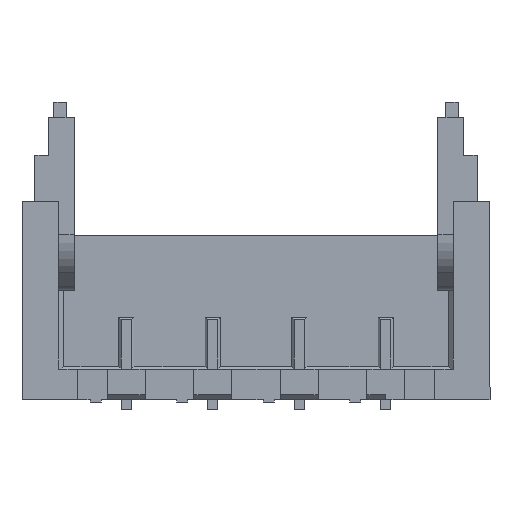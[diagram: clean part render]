
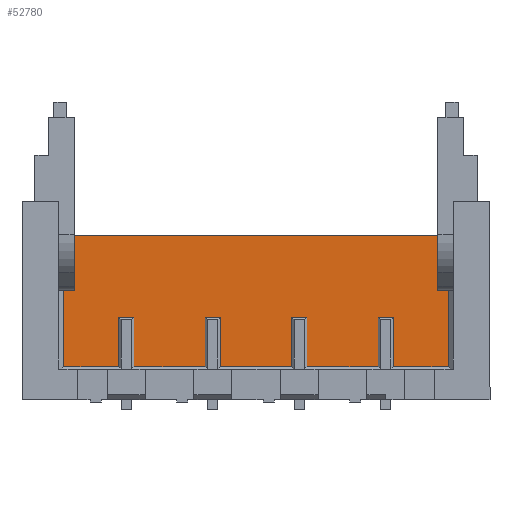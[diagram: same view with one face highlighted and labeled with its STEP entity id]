
A CAD part, top view. The second image highlights one B-rep face of the part: STEP entity #52780.
In plain terms, the highlighted planar face has unit normal (0, 0, 1).
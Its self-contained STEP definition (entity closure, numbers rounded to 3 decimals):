
#200=CARTESIAN_POINT('',(-13.195,-17.83,
10.6));
#210=VERTEX_POINT('',#200);
#240=CARTESIAN_POINT('',(-21.437,-17.83,
10.6));
#250=DIRECTION('',(-1.,0.,-0.));
#260=VECTOR('',#250,1.);
#270=LINE('',#240,#260);
#280=CARTESIAN_POINT('',(-12.895,-17.83,
10.6));
#290=VERTEX_POINT('',#280);
#300=EDGE_CURVE('',#290,#210,#270,.T.);
#37870=CARTESIAN_POINT('',(-10.32,-16.225,
10.6));
#37880=VERTEX_POINT('',#37870);
#37910=CARTESIAN_POINT('',(-21.437,-16.225,
10.6));
#37920=DIRECTION('',(-1.,0.,-0.));
#37930=VECTOR('',#37920,1.);
#37940=LINE('',#37910,#37930);
#37950=CARTESIAN_POINT('',(-17.47,-16.225,
10.6));
#37960=VERTEX_POINT('',#37950);
#37970=EDGE_CURVE('',#37880,#37960,#37940,.T.);
#38150=CARTESIAN_POINT('',(-17.47,-8.427,
10.6));
#38160=DIRECTION('',(0.,1.,0.));
#38170=VECTOR('',#38160,1.);
#38180=LINE('',#38150,#38170);
#38190=CARTESIAN_POINT('',(-17.47,-17.3,
10.6));
#38200=VERTEX_POINT('',#38190);
#38210=EDGE_CURVE('',#38200,#37960,#38180,.T.);
#40840=CARTESIAN_POINT('',(-17.675,-18.8,
10.6));
#40850=VERTEX_POINT('',#40840);
#40880=CARTESIAN_POINT('',(-21.437,-18.8,
10.6));
#40890=DIRECTION('',(-1.,0.,-0.));
#40900=VECTOR('',#40890,1.);
#40910=LINE('',#40880,#40900);
#40920=CARTESIAN_POINT('',(-16.595,-18.8,
10.6));
#40930=VERTEX_POINT('',#40920);
#40940=EDGE_CURVE('',#40930,#40850,#40910,.T.);
#41120=CARTESIAN_POINT('',(-16.595,-8.427,
10.6));
#41130=DIRECTION('',(-0.,1.,0.));
#41140=VECTOR('',#41130,1.);
#41150=LINE('',#41120,#41140);
#41160=CARTESIAN_POINT('',(-16.595,-17.83,
10.6));
#41170=VERTEX_POINT('',#41160);
#41180=EDGE_CURVE('',#40930,#41170,#41150,.T.);
#41860=CARTESIAN_POINT('',(-13.195,-18.8,
10.6));
#41870=VERTEX_POINT('',#41860);
#41900=CARTESIAN_POINT('',(-13.195,-8.427,
10.6));
#41910=DIRECTION('',(0.,-1.,0.));
#41920=VECTOR('',#41910,1.);
#41930=LINE('',#41900,#41920);
#41940=EDGE_CURVE('',#210,#41870,#41930,.T.);
#42170=CARTESIAN_POINT('',(-14.595,-18.8,
10.6));
#42180=VERTEX_POINT('',#42170);
#42210=CARTESIAN_POINT('',(-21.437,-18.8,
10.6));
#42220=DIRECTION('',(-1.,0.,-0.));
#42230=VECTOR('',#42220,1.);
#42240=LINE('',#42210,#42230);
#42250=EDGE_CURVE('',#41870,#42180,#42240,.T.);
#42480=CARTESIAN_POINT('',(-14.595,-17.83,
10.6));
#42490=VERTEX_POINT('',#42480);
#42520=CARTESIAN_POINT('',(-14.595,-8.427,
10.6));
#42530=DIRECTION('',(0.,-1.,0.));
#42540=VECTOR('',#42530,1.);
#42550=LINE('',#42520,#42540);
#42560=EDGE_CURVE('',#42490,#42180,#42550,.T.);
#42760=CARTESIAN_POINT('',(-12.895,-8.427,
10.6));
#42770=DIRECTION('',(0.,-1.,0.));
#42780=VECTOR('',#42770,1.);
#42790=LINE('',#42760,#42780);
#42800=CARTESIAN_POINT('',(-12.895,-18.8,
10.6));
#42810=VERTEX_POINT('',#42800);
#42820=EDGE_CURVE('',#290,#42810,#42790,.T.);
#44690=CARTESIAN_POINT('',(-11.195,-17.83,
10.6));
#44700=VERTEX_POINT('',#44690);
#44870=CARTESIAN_POINT('',(-11.495,-17.83,
10.6));
#44880=VERTEX_POINT('',#44870);
#44910=CARTESIAN_POINT('',(-21.437,-17.83,
10.6));
#44920=DIRECTION('',(1.,0.,0.));
#44930=VECTOR('',#44920,1.);
#44940=LINE('',#44910,#44930);
#44950=EDGE_CURVE('',#44880,#44700,#44940,.T.);
#45170=CARTESIAN_POINT('',(-11.495,-18.8,
10.6));
#45180=VERTEX_POINT('',#45170);
#45210=CARTESIAN_POINT('',(-11.495,-8.427,
10.6));
#45220=DIRECTION('',(0.,-1.,0.));
#45230=VECTOR('',#45220,1.);
#45240=LINE('',#45210,#45230);
#45250=EDGE_CURVE('',#44880,#45180,#45240,.T.);
#45360=CARTESIAN_POINT('',(-21.437,-18.8,
10.6));
#45370=DIRECTION('',(-1.,0.,-0.));
#45380=VECTOR('',#45370,1.);
#45390=LINE('',#45360,#45380);
#45400=EDGE_CURVE('',#45180,#42810,#45390,.T.);
#45840=CARTESIAN_POINT('',(-17.675,-17.3,
10.6));
#45850=VERTEX_POINT('',#45840);
#45880=CARTESIAN_POINT('',(-17.675,-8.427,
10.6));
#45890=DIRECTION('',(0.,-1.,0.));
#45900=VECTOR('',#45890,1.);
#45910=LINE('',#45880,#45900);
#45920=EDGE_CURVE('',#45850,#40850,#45910,.T.);
#46140=CARTESIAN_POINT('',(-16.295,-17.83,
10.6));
#46150=VERTEX_POINT('',#46140);
#46200=CARTESIAN_POINT('',(-21.437,-17.83,
10.6));
#46210=DIRECTION('',(-1.,0.,-0.));
#46220=VECTOR('',#46210,1.);
#46230=LINE('',#46200,#46220);
#46240=EDGE_CURVE('',#46150,#41170,#46230,.T.);
#46360=CARTESIAN_POINT('',(-16.295,-8.427,
10.6));
#46370=DIRECTION('',(0.,-1.,0.));
#46380=VECTOR('',#46370,1.);
#46390=LINE('',#46360,#46380);
#46400=CARTESIAN_POINT('',(-16.295,-18.8,
10.6));
#46410=VERTEX_POINT('',#46400);
#46420=EDGE_CURVE('',#46150,#46410,#46390,.T.);
#46580=CARTESIAN_POINT('',(-21.437,-18.8,
10.6));
#46590=DIRECTION('',(-1.,0.,-0.));
#46600=VECTOR('',#46590,1.);
#46610=LINE('',#46580,#46600);
#46620=CARTESIAN_POINT('',(-14.895,-18.8,
10.6));
#46630=VERTEX_POINT('',#46620);
#46640=EDGE_CURVE('',#46630,#46410,#46610,.T.);
#46980=CARTESIAN_POINT('',(-14.895,-8.427,
10.6));
#46990=DIRECTION('',(0.,-1.,0.));
#47000=VECTOR('',#46990,1.);
#47010=LINE('',#46980,#47000);
#47020=CARTESIAN_POINT('',(-14.895,-17.83,
10.6));
#47030=VERTEX_POINT('',#47020);
#47040=EDGE_CURVE('',#47030,#46630,#47010,.T.);
#49120=CARTESIAN_POINT('',(-21.437,-17.3,
10.6));
#49130=DIRECTION('',(1.,0.,0.));
#49140=VECTOR('',#49130,1.);
#49150=LINE('',#49120,#49140);
#49160=EDGE_CURVE('',#45850,#38200,#49150,.T.);
#51290=CARTESIAN_POINT('',(-21.437,-17.83,
10.6));
#51300=DIRECTION('',(-1.,0.,-0.));
#51310=VECTOR('',#51300,1.);
#51320=LINE('',#51290,#51310);
#51330=EDGE_CURVE('',#42490,#47030,#51320,.T.);
#52140=CARTESIAN_POINT('',(-9.926,-18.865,
10.6));
#52150=DIRECTION('',(0.,-0.,1.));
#52160=DIRECTION('',(1.,0.,0.));
#52170=AXIS2_PLACEMENT_3D('',#52140,#52150,#52160);
#52180=PLANE('',#52170);
#52190=ORIENTED_EDGE('',*,*,#45400,.F.);
#52200=ORIENTED_EDGE('',*,*,#42820,.T.);
#52210=ORIENTED_EDGE('',*,*,#300,.F.);
#52220=ORIENTED_EDGE('',*,*,#41940,.F.);
#52230=ORIENTED_EDGE('',*,*,#42250,.F.);
#52240=ORIENTED_EDGE('',*,*,#42560,.T.);
#52250=ORIENTED_EDGE('',*,*,#51330,.F.);
#52260=ORIENTED_EDGE('',*,*,#47040,.F.);
#52270=ORIENTED_EDGE('',*,*,#46640,.F.);
#52280=ORIENTED_EDGE('',*,*,#46420,.T.);
#52290=ORIENTED_EDGE('',*,*,#46240,.F.);
#52300=ORIENTED_EDGE('',*,*,#41180,.T.);
#52310=ORIENTED_EDGE('',*,*,#40940,.F.);
#52320=ORIENTED_EDGE('',*,*,#45920,.T.);
#52330=ORIENTED_EDGE('',*,*,#49160,.F.);
#52340=ORIENTED_EDGE('',*,*,#38210,.F.);
#52350=ORIENTED_EDGE('',*,*,#37970,.T.);
#52360=CARTESIAN_POINT('',(-10.32,-8.427,
10.6));
#52370=DIRECTION('',(-0.,1.,0.));
#52380=VECTOR('',#52370,1.);
#52390=LINE('',#52360,#52380);
#52400=CARTESIAN_POINT('',(-10.32,-17.3,
10.6));
#52410=VERTEX_POINT('',#52400);
#52420=EDGE_CURVE('',#52410,#37880,#52390,.T.);
#52430=ORIENTED_EDGE('',*,*,#52420,.T.);
#52440=CARTESIAN_POINT('',(-21.437,-17.3,
10.6));
#52450=DIRECTION('',(-1.,0.,0.));
#52460=VECTOR('',#52450,1.);
#52470=LINE('',#52440,#52460);
#52480=CARTESIAN_POINT('',(-10.115,-17.3,
10.6));
#52490=VERTEX_POINT('',#52480);
#52500=EDGE_CURVE('',#52490,#52410,#52470,.T.);
#52510=ORIENTED_EDGE('',*,*,#52500,.T.);
#52520=CARTESIAN_POINT('',(-10.115,-8.427,
10.6));
#52530=DIRECTION('',(0.,-1.,0.));
#52540=VECTOR('',#52530,1.);
#52550=LINE('',#52520,#52540);
#52560=CARTESIAN_POINT('',(-10.115,-18.8,
10.6));
#52570=VERTEX_POINT('',#52560);
#52580=EDGE_CURVE('',#52490,#52570,#52550,.T.);
#52590=ORIENTED_EDGE('',*,*,#52580,.F.);
#52600=CARTESIAN_POINT('',(-21.437,-18.8,
10.6));
#52610=DIRECTION('',(1.,0.,0.));
#52620=VECTOR('',#52610,1.);
#52630=LINE('',#52600,#52620);
#52640=CARTESIAN_POINT('',(-11.195,-18.8,
10.6));
#52650=VERTEX_POINT('',#52640);
#52660=EDGE_CURVE('',#52650,#52570,#52630,.T.);
#52670=ORIENTED_EDGE('',*,*,#52660,.T.);
#52680=CARTESIAN_POINT('',(-11.195,-8.427,
10.6));
#52690=DIRECTION('',(0.,1.,0.));
#52700=VECTOR('',#52690,1.);
#52710=LINE('',#52680,#52700);
#52720=EDGE_CURVE('',#52650,#44700,#52710,.T.);
#52730=ORIENTED_EDGE('',*,*,#52720,.F.);
#52740=ORIENTED_EDGE('',*,*,#44950,.T.);
#52750=ORIENTED_EDGE('',*,*,#45250,.F.);
#52760=EDGE_LOOP('',(#52750,#52740,#52730,#52670,#52590,#52510,#52430,
#52350,#52340,#52330,#52320,#52310,#52300,#52290,#52280,#52270,#52260,
#52250,#52240,#52230,#52220,#52210,#52200,#52190));
#52770=FACE_OUTER_BOUND('',#52760,.T.);
#52780=ADVANCED_FACE('',(#52770),#52180,.T.);
